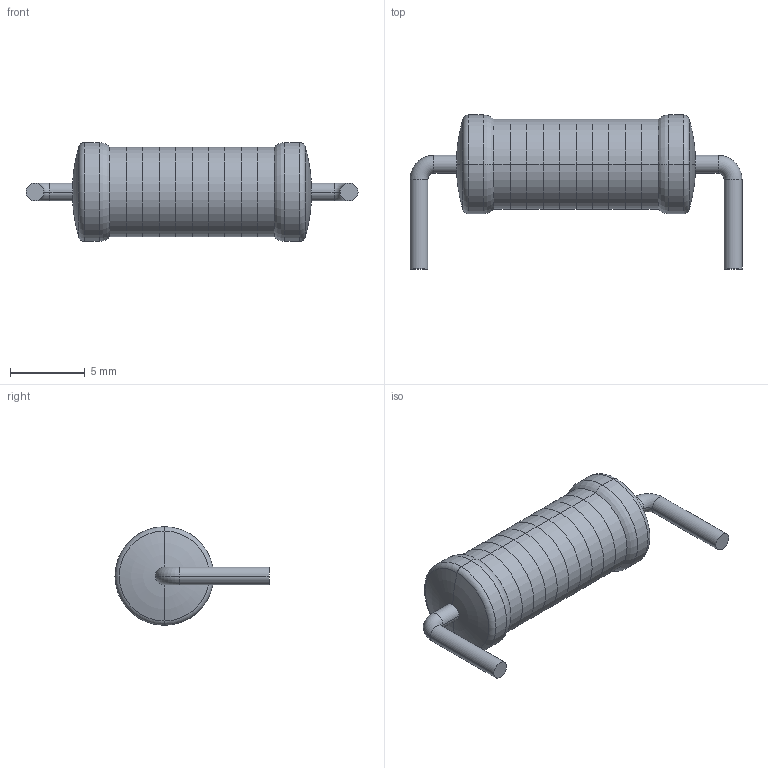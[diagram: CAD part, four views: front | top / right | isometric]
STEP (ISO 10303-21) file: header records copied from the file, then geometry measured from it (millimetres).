
FILE_DESCRIPTION (( 'STEP AP214' ), '1' );
FILE_NAME ('D7D77C82-B2BB-4CE6-A48C-3EFF16699F9D.STEP', '2008-06-01T14:07:39', ( 'sysAdmin' ), ( 'SolidWorks' ), 'SwSTEP 2.0', 'SolidWorks 2008', '' );
FILE_SCHEMA (( 'AUTOMOTIVE_DESIGN' ));
Length unit declared in the file: millimetre
Products named in the file (1): D7D77C82-B2BB-4CE6-A48C-3EFF16699F9D
Bounding box: 22.2 x 10.3 x 6.6 mm (x, y, z)
Volume: 482 mm3; surface area: 427.4 mm2
Topology: 1 solids, 1 shells, 50 faces, 102 edges, 54 vertices
Faces by surface type: cylinder 32, torus 16, plane 2
Entity records: 1873 total; most frequent: DIRECTION 274, CARTESIAN_POINT 207, ORIENTED_EDGE 204, AXIS2_PLACEMENT_3D 121, EDGE_CURVE 102, CIRCLE 70, VERTEX_POINT 54, UNCERTAINTY_MEASURE_WITH_UNIT 52
